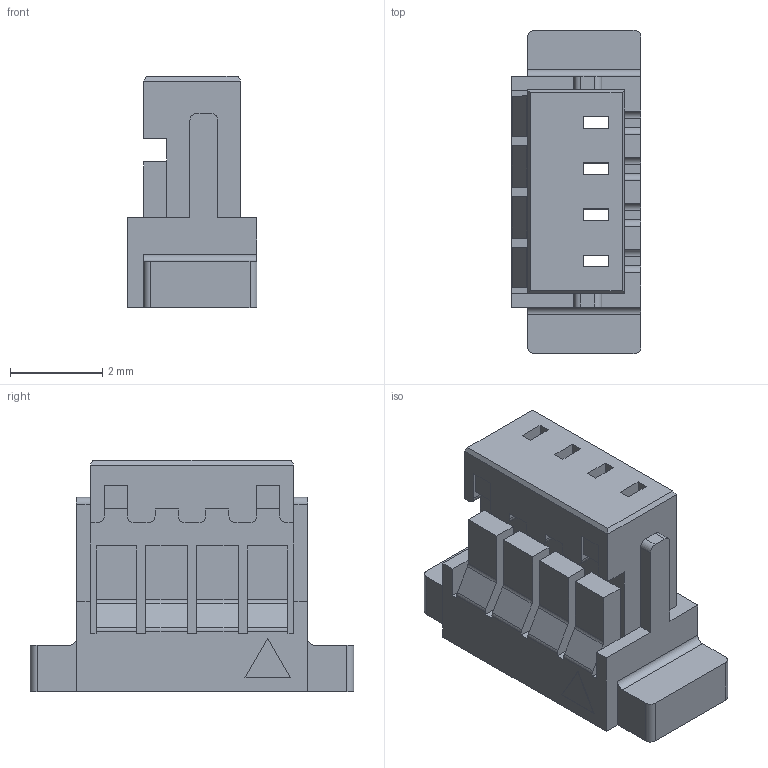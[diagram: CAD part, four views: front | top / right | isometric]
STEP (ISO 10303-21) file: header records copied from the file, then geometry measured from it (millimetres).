
FILE_DESCRIPTION(/* description */ (''),/* implementation_level */ '2;1');
FILE_NAME(/* name */ 'JST_SHR-04V-S-B.stp',/* time_stamp */ '2019-01-29T14:14:16+01:00',/* author */ ('PaulT'),/* organization */ (''),/* preprocessor_version */ 'ST-DEVELOPER v17.2',/* originating_system */ 'Autodesk Inventor 2019',/* authorisation */ '');
FILE_SCHEMA (('AUTOMOTIVE_DESIGN { 1 0 10303 214 3 1 1 }'));
Length unit declared in the file: millimetre
Products named in the file (1): JST_SHR-04V-S-B
Bounding box: 2.81 x 7 x 5 mm (x, y, z)
Volume: 50.4 mm3; surface area: 172.3 mm2
Topology: 1 solids, 1 shells, 168 faces, 477 edges, 316 vertices
Faces by surface type: plane 134, cylinder 34
Entity records: 5467 total; most frequent: CARTESIAN_POINT 962, ORIENTED_EDGE 954, DIRECTION 883, EDGE_CURVE 477, LINE 409, VECTOR 409, VERTEX_POINT 316, AXIS2_PLACEMENT_3D 237
